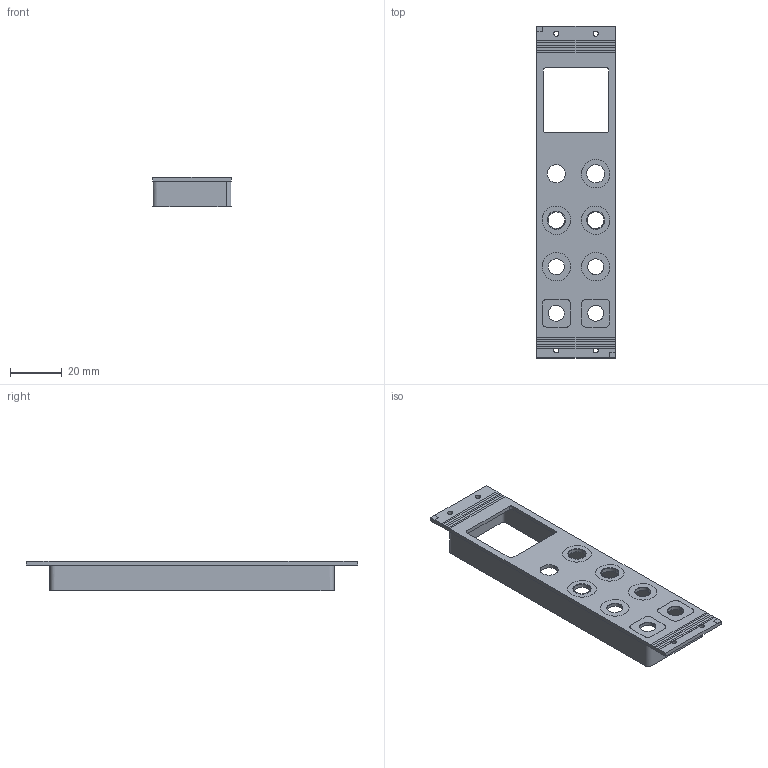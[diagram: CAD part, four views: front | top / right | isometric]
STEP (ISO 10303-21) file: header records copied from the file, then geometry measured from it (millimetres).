
FILE_DESCRIPTION(/* description */ (''),/* implementation_level */ '2;1');
FILE_NAME(/* name */ 'front-integrated',/* time_stamp */ '2023-02-08T20:54:36+01:00',/* author */ (''),/* organization */ (''),/* preprocessor_version */ 'ST-DEVELOPER v10',/* originating_system */ '',/* authorisation */ '');
FILE_SCHEMA (('CONFIG_CONTROL_DESIGN'));
Length unit declared in the file: millimetre
Products named in the file (1): 1
Bounding box: 30.48 x 128.5 x 11.5 mm (x, y, z)
Volume: 6764.8 mm3; surface area: 13928.5 mm2
Topology: 16 solids, 16 shells, 181 faces, 423 edges, 282 vertices
Faces by surface type: plane 105, bspline 76
Entity records: 5619 total; most frequent: CARTESIAN_POINT 2726, ORIENTED_EDGE 846, EDGE_CURVE 423, VERTEX_POINT 282, B_SPLINE_CURVE_WITH_KNOTS 266, EDGE_LOOP 229, ADVANCED_FACE 181, FACE_OUTER_BOUND 181
